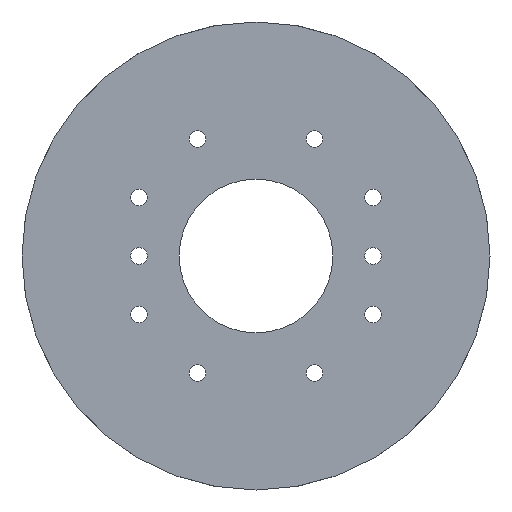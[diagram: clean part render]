
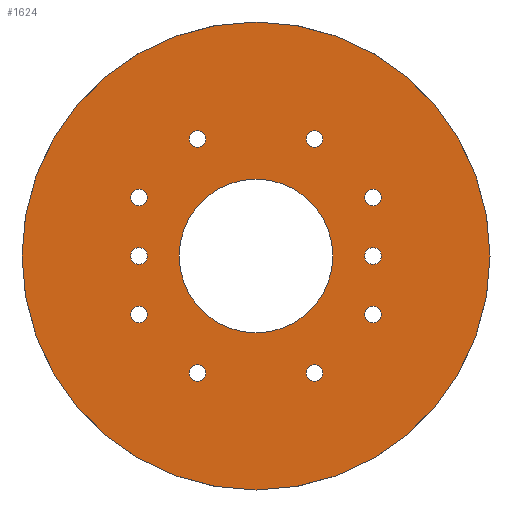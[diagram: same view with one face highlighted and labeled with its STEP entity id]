
A CAD part, front view. The second image highlights one B-rep face of the part: STEP entity #1624.
In plain terms, the highlighted planar face has unit normal (0, -1, 0).
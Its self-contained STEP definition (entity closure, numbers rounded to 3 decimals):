
#1=CARTESIAN_POINT('',(0.,0.,0.));
#2=DIRECTION('',(0.,1.,0.));
#3=DIRECTION('',(1.,0.,0.));
#4=AXIS2_PLACEMENT_3D('',#1,#2,#3);
#6=CARTESIAN_POINT('',(0.,0.,0.));
#7=DIRECTION('',(0.,1.,0.));
#8=DIRECTION('',(-1.,0.,0.));
#9=AXIS2_PLACEMENT_3D('',#6,#7,#8);
#11=CARTESIAN_POINT('',(0.,0.,0.));
#12=DIRECTION('',(0.,1.,0.));
#13=DIRECTION('',(1.,0.,0.));
#14=AXIS2_PLACEMENT_3D('',#11,#12,#13);
#16=CARTESIAN_POINT('',(0.,0.,0.));
#17=DIRECTION('',(0.,1.,0.));
#18=DIRECTION('',(-1.,0.,0.));
#19=AXIS2_PLACEMENT_3D('',#16,#17,#18);
#21=CARTESIAN_POINT('',(-7.,0.,0.));
#22=DIRECTION('',(0.,1.,0.));
#23=DIRECTION('',(1.,0.,0.));
#24=AXIS2_PLACEMENT_3D('',#21,#22,#23);
#26=CARTESIAN_POINT('',(-7.,0.,0.));
#27=DIRECTION('',(0.,1.,0.));
#28=DIRECTION('',(-1.,0.,0.));
#29=AXIS2_PLACEMENT_3D('',#26,#27,#28);
#31=CARTESIAN_POINT('',(7.,0.,0.));
#32=DIRECTION('',(0.,1.,0.));
#33=DIRECTION('',(1.,0.,0.));
#34=AXIS2_PLACEMENT_3D('',#31,#32,#33);
#36=CARTESIAN_POINT('',(7.,0.,0.));
#37=DIRECTION('',(0.,1.,0.));
#38=DIRECTION('',(-1.,0.,0.));
#39=AXIS2_PLACEMENT_3D('',#36,#37,#38);
#41=CARTESIAN_POINT('',(-7.,0.,3.5));
#42=DIRECTION('',(0.,1.,0.));
#43=DIRECTION('',(1.,0.,0.));
#44=AXIS2_PLACEMENT_3D('',#41,#42,#43);
#46=CARTESIAN_POINT('',(-7.,0.,3.5));
#47=DIRECTION('',(0.,1.,0.));
#48=DIRECTION('',(-1.,0.,0.));
#49=AXIS2_PLACEMENT_3D('',#46,#47,#48);
#51=CARTESIAN_POINT('',(-7.,0.,-3.5));
#52=DIRECTION('',(0.,1.,0.));
#53=DIRECTION('',(1.,0.,0.));
#54=AXIS2_PLACEMENT_3D('',#51,#52,#53);
#56=CARTESIAN_POINT('',(-7.,0.,-3.5));
#57=DIRECTION('',(0.,1.,0.));
#58=DIRECTION('',(-1.,0.,0.));
#59=AXIS2_PLACEMENT_3D('',#56,#57,#58);
#61=CARTESIAN_POINT('',(7.,0.,-3.5));
#62=DIRECTION('',(0.,1.,0.));
#63=DIRECTION('',(1.,0.,0.));
#64=AXIS2_PLACEMENT_3D('',#61,#62,#63);
#66=CARTESIAN_POINT('',(7.,0.,-3.5));
#67=DIRECTION('',(0.,1.,0.));
#68=DIRECTION('',(-1.,0.,0.));
#69=AXIS2_PLACEMENT_3D('',#66,#67,#68);
#71=CARTESIAN_POINT('',(7.,0.,3.5));
#72=DIRECTION('',(0.,1.,0.));
#73=DIRECTION('',(1.,0.,0.));
#74=AXIS2_PLACEMENT_3D('',#71,#72,#73);
#76=CARTESIAN_POINT('',(7.,0.,3.5));
#77=DIRECTION('',(0.,1.,0.));
#78=DIRECTION('',(-1.,0.,0.));
#79=AXIS2_PLACEMENT_3D('',#76,#77,#78);
#81=CARTESIAN_POINT('',(3.5,0.,7.));
#82=DIRECTION('',(0.,1.,0.));
#83=DIRECTION('',(1.,0.,0.));
#84=AXIS2_PLACEMENT_3D('',#81,#82,#83);
#86=CARTESIAN_POINT('',(3.5,0.,7.));
#87=DIRECTION('',(0.,1.,0.));
#88=DIRECTION('',(-1.,0.,0.));
#89=AXIS2_PLACEMENT_3D('',#86,#87,#88);
#91=CARTESIAN_POINT('',(-3.5,0.,7.));
#92=DIRECTION('',(0.,1.,0.));
#93=DIRECTION('',(1.,0.,0.));
#94=AXIS2_PLACEMENT_3D('',#91,#92,#93);
#96=CARTESIAN_POINT('',(-3.5,0.,7.));
#97=DIRECTION('',(0.,1.,0.));
#98=DIRECTION('',(-1.,0.,0.));
#99=AXIS2_PLACEMENT_3D('',#96,#97,#98);
#101=CARTESIAN_POINT('',(-3.5,0.,-7.));
#102=DIRECTION('',(0.,1.,0.));
#103=DIRECTION('',(1.,0.,0.));
#104=AXIS2_PLACEMENT_3D('',#101,#102,#103);
#106=CARTESIAN_POINT('',(-3.5,0.,-7.));
#107=DIRECTION('',(0.,1.,0.));
#108=DIRECTION('',(-1.,0.,0.));
#109=AXIS2_PLACEMENT_3D('',#106,#107,#108);
#111=CARTESIAN_POINT('',(3.5,0.,-7.));
#112=DIRECTION('',(0.,1.,0.));
#113=DIRECTION('',(1.,0.,0.));
#114=AXIS2_PLACEMENT_3D('',#111,#112,#113);
#116=CARTESIAN_POINT('',(3.5,0.,-7.));
#117=DIRECTION('',(0.,1.,0.));
#118=DIRECTION('',(-1.,0.,0.));
#119=AXIS2_PLACEMENT_3D('',#116,#117,#118);
#1303=CARTESIAN_POINT('',(14.,0.,0.));
#1304=CARTESIAN_POINT('',(-14.,0.,0.));
#1305=VERTEX_POINT('',#1303);
#1306=VERTEX_POINT('',#1304);
#1307=CARTESIAN_POINT('',(4.6,0.,0.));
#1308=CARTESIAN_POINT('',(-4.6,0.,0.));
#1309=VERTEX_POINT('',#1307);
#1310=VERTEX_POINT('',#1308);
#1315=CARTESIAN_POINT('',(-6.5,0.,0.));
#1316=CARTESIAN_POINT('',(-7.5,0.,0.));
#1317=VERTEX_POINT('',#1315);
#1318=VERTEX_POINT('',#1316);
#1319=CARTESIAN_POINT('',(7.5,0.,0.));
#1320=CARTESIAN_POINT('',(6.5,0.,0.));
#1321=VERTEX_POINT('',#1319);
#1322=VERTEX_POINT('',#1320);
#1323=CARTESIAN_POINT('',(-6.5,0.,3.5));
#1324=CARTESIAN_POINT('',(-7.5,0.,3.5));
#1325=VERTEX_POINT('',#1323);
#1326=VERTEX_POINT('',#1324);
#1327=CARTESIAN_POINT('',(-6.5,0.,-3.5));
#1328=CARTESIAN_POINT('',(-7.5,0.,-3.5));
#1329=VERTEX_POINT('',#1327);
#1330=VERTEX_POINT('',#1328);
#1331=CARTESIAN_POINT('',(7.5,0.,-3.5));
#1332=CARTESIAN_POINT('',(6.5,0.,-3.5));
#1333=VERTEX_POINT('',#1331);
#1334=VERTEX_POINT('',#1332);
#1335=CARTESIAN_POINT('',(7.5,0.,3.5));
#1336=CARTESIAN_POINT('',(6.5,0.,3.5));
#1337=VERTEX_POINT('',#1335);
#1338=VERTEX_POINT('',#1336);
#1339=CARTESIAN_POINT('',(4.,0.,7.));
#1340=CARTESIAN_POINT('',(3.,0.,7.));
#1341=VERTEX_POINT('',#1339);
#1342=VERTEX_POINT('',#1340);
#1343=CARTESIAN_POINT('',(-3.,0.,7.));
#1344=CARTESIAN_POINT('',(-4.,0.,7.));
#1345=VERTEX_POINT('',#1343);
#1346=VERTEX_POINT('',#1344);
#1347=CARTESIAN_POINT('',(-3.,0.,-7.));
#1348=CARTESIAN_POINT('',(-4.,0.,-7.));
#1349=VERTEX_POINT('',#1347);
#1350=VERTEX_POINT('',#1348);
#1351=CARTESIAN_POINT('',(4.,0.,-7.));
#1352=CARTESIAN_POINT('',(3.,0.,-7.));
#1353=VERTEX_POINT('',#1351);
#1354=VERTEX_POINT('',#1352);
#1547=CARTESIAN_POINT('',(0.,0.,0.));
#1548=DIRECTION('',(0.,1.,0.));
#1549=DIRECTION('',(1.,0.,0.));
#1550=AXIS2_PLACEMENT_3D('',#1547,#1548,#1549);
#1551=PLANE('',#1550);
#1553=ORIENTED_EDGE('',*,*,#1552,.T.);
#1555=ORIENTED_EDGE('',*,*,#1554,.T.);
#1556=EDGE_LOOP('',(#1553,#1555));
#1557=FACE_OUTER_BOUND('',#1556,.F.);
#1559=ORIENTED_EDGE('',*,*,#1558,.F.);
#1561=ORIENTED_EDGE('',*,*,#1560,.F.);
#1562=EDGE_LOOP('',(#1559,#1561));
#1563=FACE_BOUND('',#1562,.F.);
#1565=ORIENTED_EDGE('',*,*,#1564,.F.);
#1567=ORIENTED_EDGE('',*,*,#1566,.F.);
#1568=EDGE_LOOP('',(#1565,#1567));
#1569=FACE_BOUND('',#1568,.F.);
#1571=ORIENTED_EDGE('',*,*,#1570,.F.);
#1573=ORIENTED_EDGE('',*,*,#1572,.F.);
#1574=EDGE_LOOP('',(#1571,#1573));
#1575=FACE_BOUND('',#1574,.F.);
#1577=ORIENTED_EDGE('',*,*,#1576,.F.);
#1579=ORIENTED_EDGE('',*,*,#1578,.F.);
#1580=EDGE_LOOP('',(#1577,#1579));
#1581=FACE_BOUND('',#1580,.F.);
#1583=ORIENTED_EDGE('',*,*,#1582,.F.);
#1585=ORIENTED_EDGE('',*,*,#1584,.F.);
#1586=EDGE_LOOP('',(#1583,#1585));
#1587=FACE_BOUND('',#1586,.F.);
#1589=ORIENTED_EDGE('',*,*,#1588,.F.);
#1591=ORIENTED_EDGE('',*,*,#1590,.F.);
#1592=EDGE_LOOP('',(#1589,#1591));
#1593=FACE_BOUND('',#1592,.F.);
#1595=ORIENTED_EDGE('',*,*,#1594,.F.);
#1597=ORIENTED_EDGE('',*,*,#1596,.F.);
#1598=EDGE_LOOP('',(#1595,#1597));
#1599=FACE_BOUND('',#1598,.F.);
#1601=ORIENTED_EDGE('',*,*,#1600,.F.);
#1603=ORIENTED_EDGE('',*,*,#1602,.F.);
#1604=EDGE_LOOP('',(#1601,#1603));
#1605=FACE_BOUND('',#1604,.F.);
#1607=ORIENTED_EDGE('',*,*,#1606,.F.);
#1609=ORIENTED_EDGE('',*,*,#1608,.F.);
#1610=EDGE_LOOP('',(#1607,#1609));
#1611=FACE_BOUND('',#1610,.F.);
#1613=ORIENTED_EDGE('',*,*,#1612,.F.);
#1615=ORIENTED_EDGE('',*,*,#1614,.F.);
#1616=EDGE_LOOP('',(#1613,#1615));
#1617=FACE_BOUND('',#1616,.F.);
#1619=ORIENTED_EDGE('',*,*,#1618,.F.);
#1621=ORIENTED_EDGE('',*,*,#1620,.F.);
#1622=EDGE_LOOP('',(#1619,#1621));
#1623=FACE_BOUND('',#1622,.F.);
#1624=ADVANCED_FACE('',(#1557,#1563,#1569,#1575,#1581,#1587,#1593,#1599,#1605,
#1611,#1617,#1623),#1551,.F.);
#5=CIRCLE('',#4,14.);
#10=CIRCLE('',#9,14.);
#15=CIRCLE('',#14,4.6);
#20=CIRCLE('',#19,4.6);
#25=CIRCLE('',#24,0.5);
#30=CIRCLE('',#29,0.5);
#35=CIRCLE('',#34,0.5);
#40=CIRCLE('',#39,0.5);
#45=CIRCLE('',#44,0.5);
#50=CIRCLE('',#49,0.5);
#55=CIRCLE('',#54,0.5);
#60=CIRCLE('',#59,0.5);
#65=CIRCLE('',#64,0.5);
#70=CIRCLE('',#69,0.5);
#75=CIRCLE('',#74,0.5);
#80=CIRCLE('',#79,0.5);
#85=CIRCLE('',#84,0.5);
#90=CIRCLE('',#89,0.5);
#95=CIRCLE('',#94,0.5);
#100=CIRCLE('',#99,0.5);
#105=CIRCLE('',#104,0.5);
#110=CIRCLE('',#109,0.5);
#115=CIRCLE('',#114,0.5);
#120=CIRCLE('',#119,0.5);
#1552=EDGE_CURVE('',#1305,#1306,#5,.T.);
#1554=EDGE_CURVE('',#1306,#1305,#10,.T.);
#1558=EDGE_CURVE('',#1309,#1310,#15,.T.);
#1560=EDGE_CURVE('',#1310,#1309,#20,.T.);
#1564=EDGE_CURVE('',#1317,#1318,#25,.T.);
#1566=EDGE_CURVE('',#1318,#1317,#30,.T.);
#1570=EDGE_CURVE('',#1321,#1322,#35,.T.);
#1572=EDGE_CURVE('',#1322,#1321,#40,.T.);
#1576=EDGE_CURVE('',#1325,#1326,#45,.T.);
#1578=EDGE_CURVE('',#1326,#1325,#50,.T.);
#1582=EDGE_CURVE('',#1329,#1330,#55,.T.);
#1584=EDGE_CURVE('',#1330,#1329,#60,.T.);
#1588=EDGE_CURVE('',#1333,#1334,#65,.T.);
#1590=EDGE_CURVE('',#1334,#1333,#70,.T.);
#1594=EDGE_CURVE('',#1337,#1338,#75,.T.);
#1596=EDGE_CURVE('',#1338,#1337,#80,.T.);
#1600=EDGE_CURVE('',#1341,#1342,#85,.T.);
#1602=EDGE_CURVE('',#1342,#1341,#90,.T.);
#1606=EDGE_CURVE('',#1345,#1346,#95,.T.);
#1608=EDGE_CURVE('',#1346,#1345,#100,.T.);
#1612=EDGE_CURVE('',#1349,#1350,#105,.T.);
#1614=EDGE_CURVE('',#1350,#1349,#110,.T.);
#1618=EDGE_CURVE('',#1353,#1354,#115,.T.);
#1620=EDGE_CURVE('',#1354,#1353,#120,.T.);
